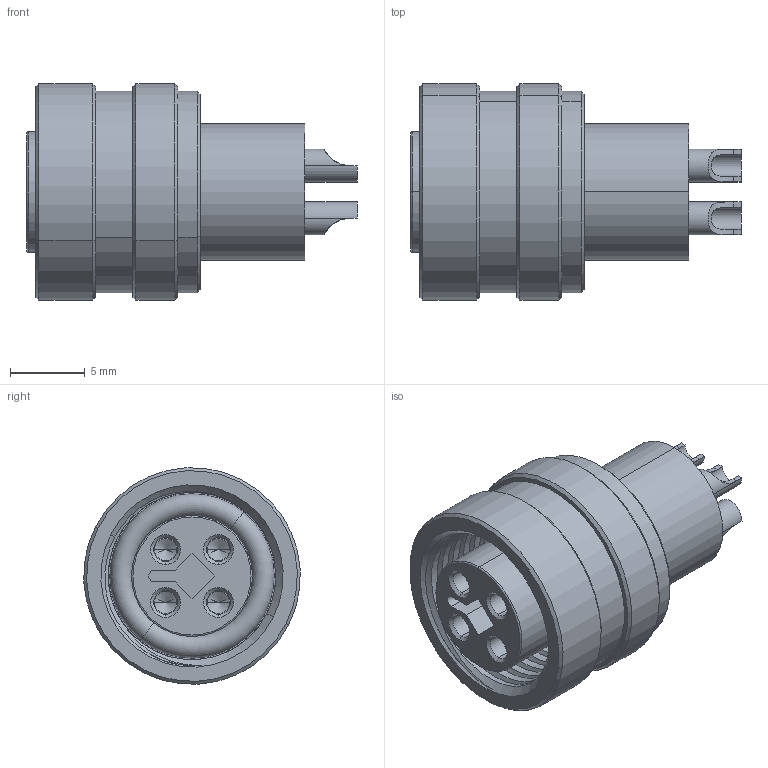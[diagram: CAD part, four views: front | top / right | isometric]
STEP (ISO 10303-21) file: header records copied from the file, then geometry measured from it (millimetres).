
FILE_DESCRIPTION (( 'STEP AP203' ), '1' );
FILE_NAME ('50-01055.STEP', '2025-03-25T00:57:42', ( '' ), ( '' ), 'SwSTEP 2.0', 'SolidWorks 2021', '' );
FILE_SCHEMA (( 'CONFIG_CONTROL_DESIGN' ));
Length unit declared in the file: millimetre
Products named in the file (5): 50-01055-03___; 50-01055-04___; 50-01055-02_step; 50-01055; 50-01055-01___
Assembly tree (7 placements, depth 2):
  50-01055
    50-01055-01___
    50-01055-02_step
    50-01055-03___  x4
    50-01055-04___
Bounding box: 22.1 x 14.48 x 14.48 mm (x, y, z)
Volume: 1718.1 mm3; surface area: 3338 mm2
Topology: 7 solids, 7 shells, 233 faces, 555 edges, 337 vertices
Faces by surface type: cylinder 97, plane 74, cone 38, torus 22, bspline 2
Entity records: 5666 total; most frequent: CARTESIAN_POINT 1931, DIRECTION 700, ORIENTED_EDGE 634, EDGE_CURVE 317, AXIS2_PLACEMENT_3D 283, VERTEX_POINT 199, EDGE_LOOP 160, CIRCLE 138
